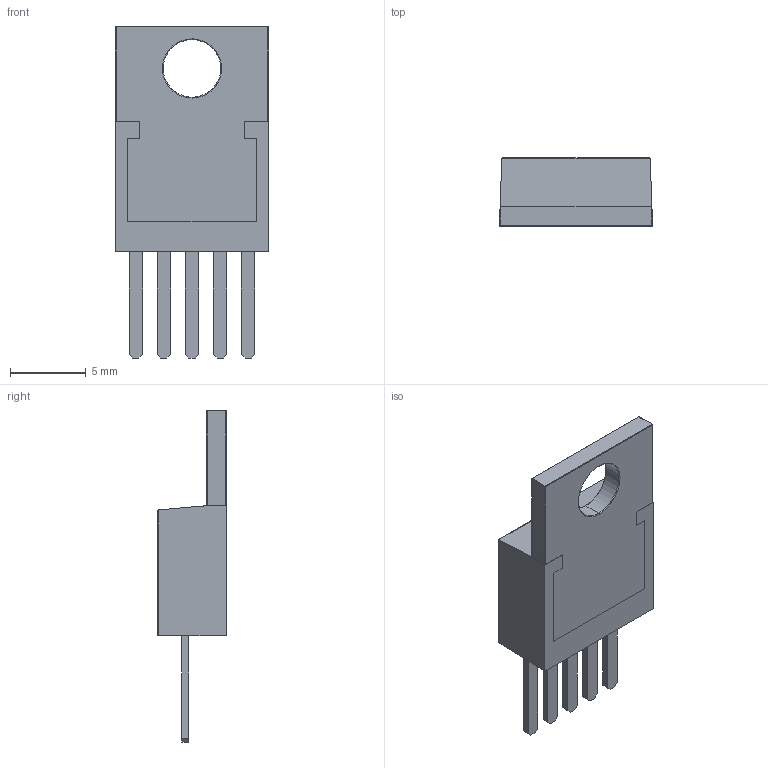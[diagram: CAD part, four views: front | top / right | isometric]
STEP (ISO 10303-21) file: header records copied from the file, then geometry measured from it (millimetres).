
FILE_DESCRIPTION (( 'STEP AP214' ), '1' );
FILE_NAME ('TO-220-5_L10.2-W4.5-H14.9-P1.85.step', '2022-08-01T12:46:23', ( '' ), ( '' ), 'SwSTEP 2.0', 'SolidWorks 2020', '' );
FILE_SCHEMA (( 'AUTOMOTIVE_DESIGN' ));
Length unit declared in the file: millimetre
Products named in the file (1): TO-220-5_L10.2-W4.5-H14.9-P1.85
Bounding box: 10.1 x 4.51 x 21.9 mm (x, y, z)
Volume: 461.5 mm3; surface area: 738.8 mm2
Topology: 2 solids, 2 shells, 315 faces, 845 edges, 555 vertices
Faces by surface type: plane 192, bspline 98, cylinder 16, sphere 5, torus 4
Entity records: 13737 total; most frequent: CARTESIAN_POINT 3042, ORIENTED_EDGE 1682, DIRECTION 1103, EDGE_CURVE 841, VECTOR 599, LINE 599, VERTEX_POINT 555, EDGE_LOOP 342
